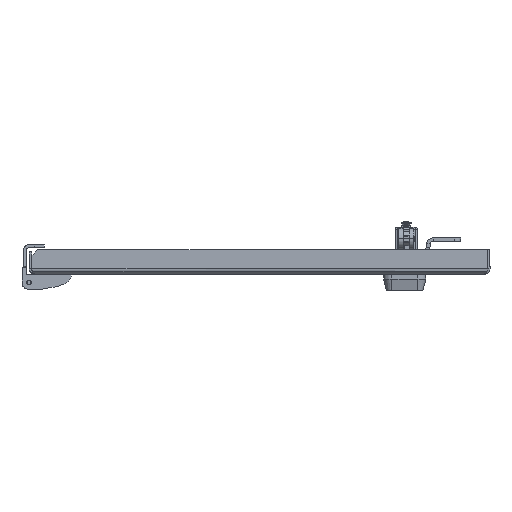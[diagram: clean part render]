
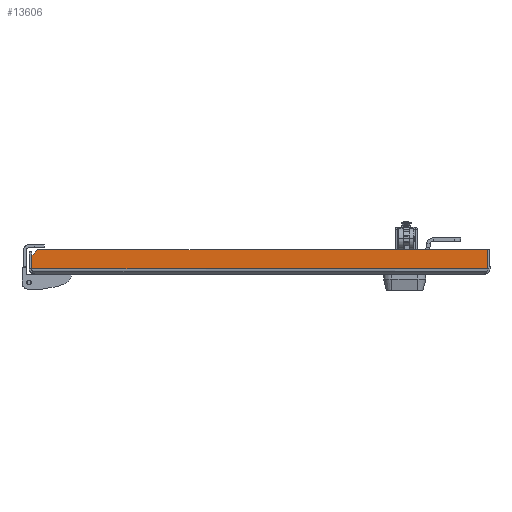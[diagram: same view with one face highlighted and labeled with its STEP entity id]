
A CAD part, left-side view. The second image highlights one B-rep face of the part: STEP entity #13606.
In plain terms, the highlighted planar face has unit normal (-1, 0, 0).
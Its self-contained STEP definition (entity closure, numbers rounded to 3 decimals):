
#245 = DIRECTION ( 'NONE',  ( 0., 0., -1. ) ) ;
#519 = PLANE ( 'NONE',  #14232 ) ;
#545 = VECTOR ( 'NONE', #7627, 1000. ) ;
#821 = CARTESIAN_POINT ( 'NONE',  ( 0., -2.141, 2.7 ) ) ;
#1259 = VERTEX_POINT ( 'NONE', #10441 ) ;
#2770 = CARTESIAN_POINT ( 'NONE',  ( 0., -389.359, 2.7 ) ) ;
#3012 = DIRECTION ( 'NONE',  ( 0., 1., 0. ) ) ;
#3390 = CARTESIAN_POINT ( 'NONE',  ( 0., 0., 19. ) ) ;
#4262 = EDGE_CURVE ( 'NONE', #1259, #6010, #15629, .T. ) ;
#4684 = DIRECTION ( 'NONE',  ( 0., 0., 1. ) ) ;
#4930 = VERTEX_POINT ( 'NONE', #16827 ) ;
#5422 = EDGE_LOOP ( 'NONE', ( #17952, #15459, #14783, #8405, #14704 ) ) ;
#5430 = LINE ( 'NONE', #8375, #17201 ) ;
#5697 = LINE ( 'NONE', #2770, #8656 ) ;
#6010 = VERTEX_POINT ( 'NONE', #821 ) ;
#6108 = CARTESIAN_POINT ( 'NONE',  ( 0., 0., 0. ) ) ;
#6762 = LINE ( 'NONE', #3390, #545 ) ;
#6983 = VECTOR ( 'NONE', #3012, 1000. ) ;
#7627 = DIRECTION ( 'NONE',  ( 0., 1., 0. ) ) ;
#7781 = EDGE_CURVE ( 'NONE', #4930, #13298, #6762, .T. ) ;
#8375 = CARTESIAN_POINT ( 'NONE',  ( 0., -2.141, 14. ) ) ;
#8405 = ORIENTED_EDGE ( 'NONE', *, *, #4262, .F. ) ;
#8656 = VECTOR ( 'NONE', #15384, 1000. ) ;
#9727 = VERTEX_POINT ( 'NONE', #16563 ) ;
#10441 = CARTESIAN_POINT ( 'NONE',  ( 0., -389.359, 2.7 ) ) ;
#11075 = DIRECTION ( 'NONE',  ( 0., 0.707, -0.707 ) ) ;
#11157 = EDGE_CURVE ( 'NONE', #6010, #9727, #17550, .T. ) ;
#12401 = EDGE_CURVE ( 'NONE', #1259, #4930, #5697, .T. ) ;
#13016 = DIRECTION ( 'NONE',  ( 1., 0., 0. ) ) ;
#13136 = CARTESIAN_POINT ( 'NONE',  ( 0., -2.141, 2.7 ) ) ;
#13298 = VERTEX_POINT ( 'NONE', #17417 ) ;
#13606 = ADVANCED_FACE ( 'NONE', ( #15681 ), #519, .F. ) ;
#14008 = VECTOR ( 'NONE', #4684, 1000. ) ;
#14205 = EDGE_CURVE ( 'NONE', #13298, #9727, #5430, .T. ) ;
#14232 = AXIS2_PLACEMENT_3D ( 'NONE', #6108, #13016, #245 ) ;
#14704 = ORIENTED_EDGE ( 'NONE', *, *, #12401, .T. ) ;
#14783 = ORIENTED_EDGE ( 'NONE', *, *, #11157, .F. ) ;
#15384 = DIRECTION ( 'NONE',  ( 0., 0., 1. ) ) ;
#15459 = ORIENTED_EDGE ( 'NONE', *, *, #14205, .T. ) ;
#15629 = LINE ( 'NONE', #15824, #6983 ) ;
#15681 = FACE_OUTER_BOUND ( 'NONE', #5422, .T. ) ;
#15824 = CARTESIAN_POINT ( 'NONE',  ( 0., 0., 2.7 ) ) ;
#16563 = CARTESIAN_POINT ( 'NONE',  ( 0., -2.141, 14. ) ) ;
#16827 = CARTESIAN_POINT ( 'NONE',  ( 0., -389.359, 19. ) ) ;
#17201 = VECTOR ( 'NONE', #11075, 1000. ) ;
#17417 = CARTESIAN_POINT ( 'NONE',  ( 0., -7.141, 19. ) ) ;
#17550 = LINE ( 'NONE', #13136, #14008 ) ;
#17952 = ORIENTED_EDGE ( 'NONE', *, *, #7781, .T. ) ;
